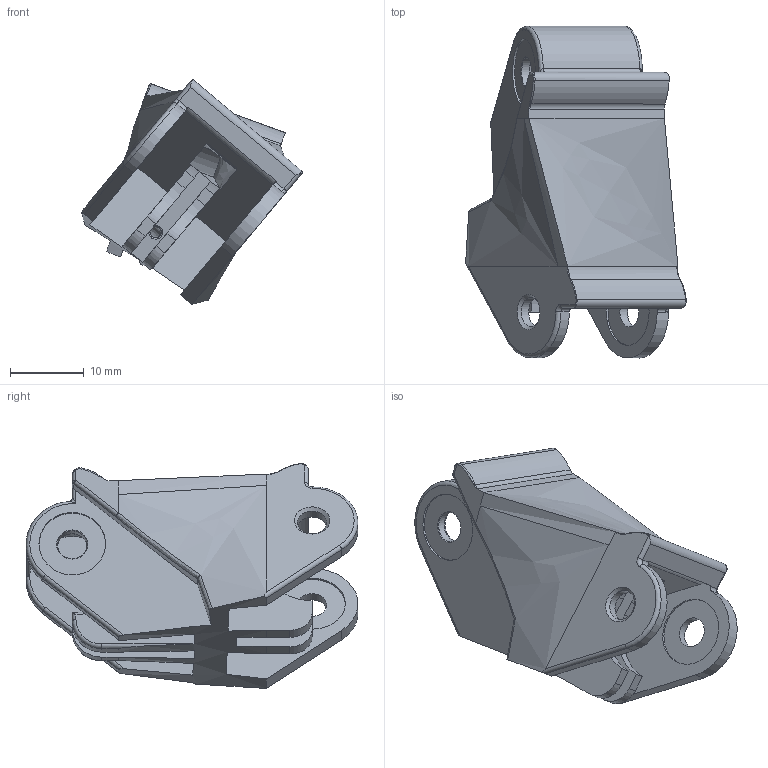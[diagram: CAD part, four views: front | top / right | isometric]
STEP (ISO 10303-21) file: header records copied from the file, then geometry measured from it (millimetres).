
FILE_DESCRIPTION(/* description */ ('Unknown'),/* implementation_level */ '2;1');
FILE_NAME(/* name */ 'Daumen 3_Konzept 3-2',/* time_stamp */ '2023-01-17T13:59:13+01:00',/* author */ ('Unknown'),/* organization */ ('Unknown'),/* preprocessor_version */ 'ST-DEVELOPER v18.102',/* originating_system */ 'Solid Edge',/* authorisation */ 'Unknown');
FILE_SCHEMA (('AUTOMOTIVE_DESIGN {1 0 10303 214 3 1 1}'));
Length unit declared in the file: millimetre
Products named in the file (1): Daumen 3_Konzept 3-2
Bounding box: 29.88 x 44.91 x 30.43 mm (x, y, z)
Volume: 7660.9 mm3; surface area: 6345.9 mm2
Topology: 1 solids, 1 shells, 181 faces, 482 edges, 298 vertices
Faces by surface type: plane 72, cylinder 57, bspline 23, torus 23, cone 4, sphere 2
Full cylindrical faces by diameter (mm): 4 x4, 9 x4
Entity records: 5885 total; most frequent: CARTESIAN_POINT 1639, ORIENTED_EDGE 912, DIRECTION 814, EDGE_CURVE 456, AXIS2_PLACEMENT_3D 297, VERTEX_POINT 292, LINE 220, VECTOR 220
